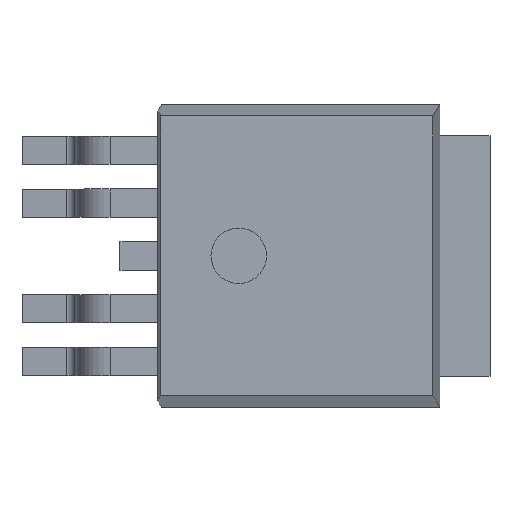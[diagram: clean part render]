
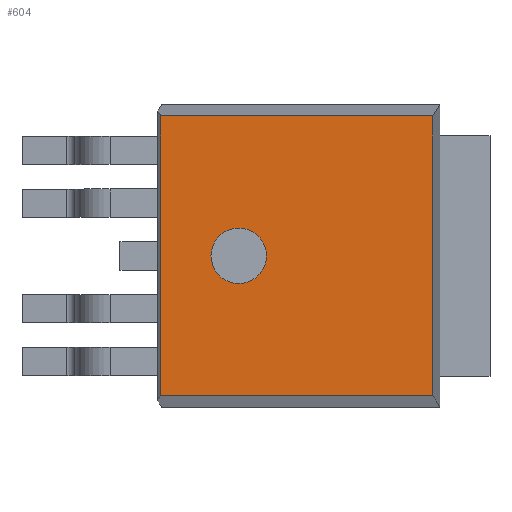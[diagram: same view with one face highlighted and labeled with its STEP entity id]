
A CAD part, top view. The second image highlights one B-rep face of the part: STEP entity #604.
In plain terms, the highlighted face is planar.
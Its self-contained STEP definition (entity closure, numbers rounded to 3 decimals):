
#248=CARTESIAN_POINT('',(0.,2.31,1.298));
#249=DIRECTION('',(0.,-1.,0.));
#250=DIRECTION('',(1.,0.,0.));
#251=AXIS2_PLACEMENT_3D('',#248,#249,#250);
#256=CARTESIAN_POINT('',(0.,2.31,1.298));
#257=DIRECTION('',(0.,-1.,0.));
#258=DIRECTION('',(-1.,0.,0.));
#259=AXIS2_PLACEMENT_3D('',#256,#257,#258);
#264=DIRECTION('',(1.,0.,0.));
#265=VECTOR('',#264,6.041);
#266=CARTESIAN_POINT('',(-3.021,2.31,2.981));
#267=LINE('',#266,#265);
#271=DIRECTION('',(0.,0.,-1.));
#272=VECTOR('',#271,5.873);
#273=CARTESIAN_POINT('',(-3.021,2.31,2.981));
#274=LINE('',#273,#272);
#278=DIRECTION('',(1.,0.,0.));
#279=VECTOR('',#278,6.041);
#280=CARTESIAN_POINT('',(-3.021,2.31,-2.892));
#281=LINE('',#280,#279);
#285=DIRECTION('',(0.,0.,-1.));
#286=VECTOR('',#285,5.873);
#287=CARTESIAN_POINT('',(3.021,2.31,2.981));
#288=LINE('',#287,#286);
#322=CARTESIAN_POINT('',(3.021,2.31,-2.892));
#324=VERTEX_POINT('',#322);
#328=CARTESIAN_POINT('',(-3.021,2.31,-2.892));
#330=VERTEX_POINT('',#328);
#334=CARTESIAN_POINT('',(-3.021,2.31,2.981));
#335=CARTESIAN_POINT('',(3.021,2.31,2.981));
#336=VERTEX_POINT('',#334);
#337=VERTEX_POINT('',#335);
#370=CARTESIAN_POINT('',(0.6,2.31,1.298));
#371=CARTESIAN_POINT('',(-0.6,2.31,1.298));
#372=VERTEX_POINT('',#370);
#373=VERTEX_POINT('',#371);
#587=CARTESIAN_POINT('',(0.,2.31,0.));
#588=DIRECTION('',(0.,1.,0.));
#589=DIRECTION('',(1.,0.,0.));
#590=AXIS2_PLACEMENT_3D('',#587,#588,#589);
#591=PLANE('',#590);
#592=ORIENTED_EDGE('',*,*,#526,.F.);
#593=ORIENTED_EDGE('',*,*,#582,.T.);
#594=ORIENTED_EDGE('',*,*,#479,.T.);
#595=ORIENTED_EDGE('',*,*,#506,.F.);
#596=EDGE_LOOP('',(#592,#593,#594,#595));
#597=FACE_OUTER_BOUND('',#596,.F.);
#599=ORIENTED_EDGE('',*,*,#598,.F.);
#601=ORIENTED_EDGE('',*,*,#600,.F.);
#602=EDGE_LOOP('',(#599,#601));
#603=FACE_BOUND('',#602,.F.);
#252=CIRCLE('',#251,0.6);
#260=CIRCLE('',#259,0.6);
#479=EDGE_CURVE('',#330,#324,#281,.T.);
#506=EDGE_CURVE('',#337,#324,#288,.T.);
#526=EDGE_CURVE('',#336,#337,#267,.T.);
#582=EDGE_CURVE('',#336,#330,#274,.T.);
#598=EDGE_CURVE('',#372,#373,#252,.T.);
#600=EDGE_CURVE('',#373,#372,#260,.T.);
#604=ADVANCED_FACE('',(#597,#603),#591,.T.);
